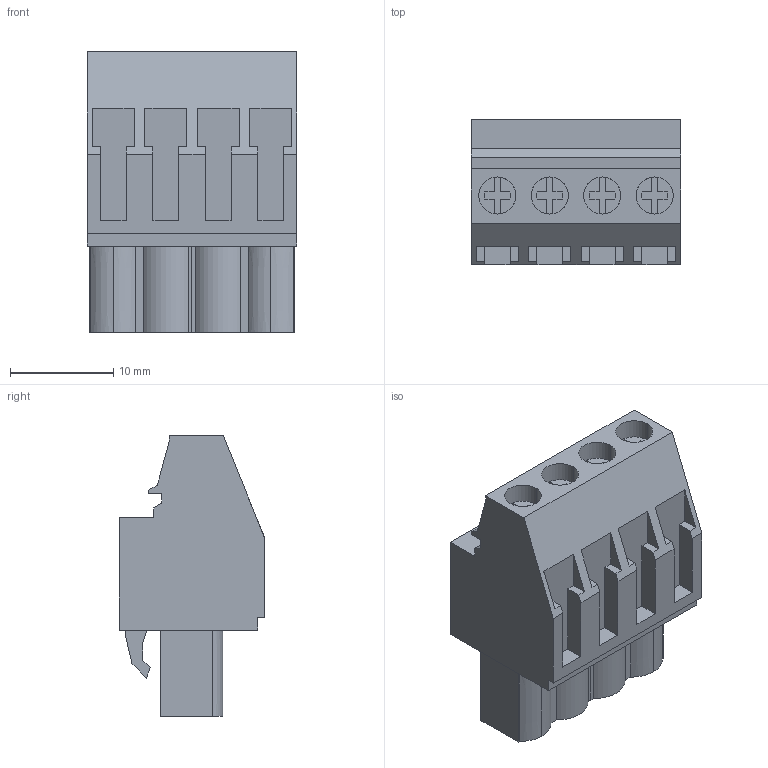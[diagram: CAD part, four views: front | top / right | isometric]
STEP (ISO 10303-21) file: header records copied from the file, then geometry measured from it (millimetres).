
FILE_DESCRIPTION(('CATIA V5 STEP','CAx-IF Rec.Pracs.--- Model Styling and Organization---1.2---2011-12-15'),'2;1');
FILE_NAME ('D1467896_0_1948020000_1948020000.stp','2017-09-08T12:16:36+00:00',('none'),('Weidmueller'),'CATIA Version 5-6 Release 2014','CATIA V5 STEP AP214','none');
FILE_SCHEMA(('AUTOMOTIVE_DESIGN { 1 0 10303 214 1 1 1 1 }'));
Length unit declared in the file: millimetre
Products named in the file (1): 1948020000
Bounding box: 20.32 x 14.1 x 27.2 mm (x, y, z)
Volume: 4634.2 mm3; surface area: 3084.3 mm2
Topology: 5 solids, 5 shells, 288 faces, 791 edges, 532 vertices
Faces by surface type: plane 250, cylinder 34, extrusion 4
Entity records: 8890 total; most frequent: CARTESIAN_POINT 1727, ORIENTED_EDGE 1582, DIRECTION 1257, EDGE_CURVE 791, VECTOR 703, LINE 699, VERTEX_POINT 532, AXIS2_PLACEMENT_3D 312
